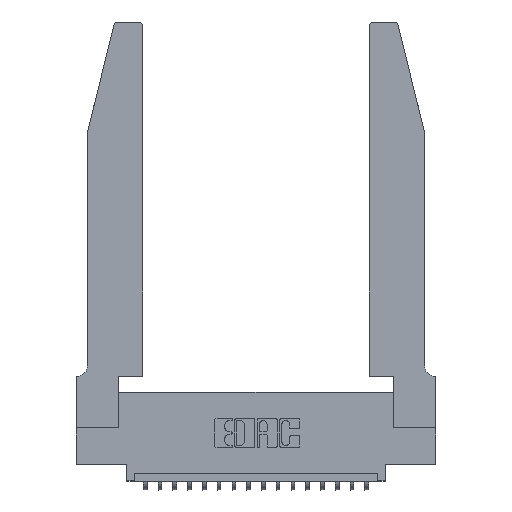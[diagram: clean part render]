
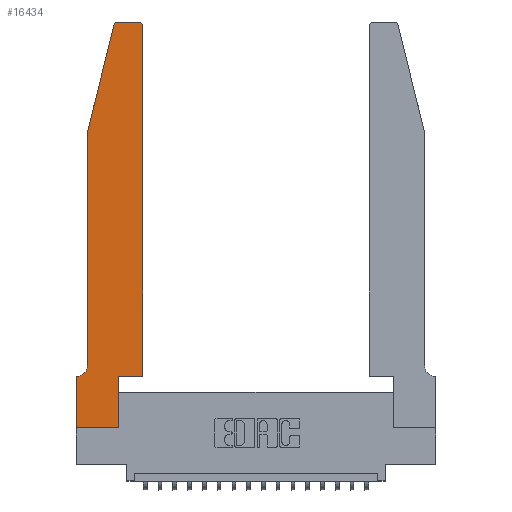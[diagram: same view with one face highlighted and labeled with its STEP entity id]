
A CAD part, top view. The second image highlights one B-rep face of the part: STEP entity #16434.
In plain terms, the highlighted planar face has unit normal (0, 0, 1).
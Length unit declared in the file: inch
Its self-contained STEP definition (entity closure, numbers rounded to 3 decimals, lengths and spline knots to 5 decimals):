
#44 = DIRECTION ( 'NONE',  ( 1., 0., 0. ) ) ;
#125 = CARTESIAN_POINT ( 'NONE',  ( 0., 0.35, 0.37 ) ) ;
#344 = LINE ( 'NONE', #19362, #15714 ) ;
#599 = CARTESIAN_POINT ( 'NONE',  ( 0.0755, 0.42, 0.37 ) ) ;
#720 = CIRCLE ( 'NONE', #8983, 0.03 ) ;
#1120 = VECTOR ( 'NONE', #5724, 39.37008 ) ;
#1302 = DIRECTION ( 'NONE',  ( -1., 0., 0. ) ) ;
#1620 = EDGE_CURVE ( 'NONE', #5543, #3144, #720, .T. ) ;
#1714 = VERTEX_POINT ( 'NONE', #17323 ) ;
#1875 = FACE_OUTER_BOUND ( 'NONE', #4516, .T. ) ;
#1909 = CARTESIAN_POINT ( 'NONE',  ( 0.4505, 0.35, 0.37 ) ) ;
#2171 = LINE ( 'NONE', #18706, #5851 ) ;
#2369 = CARTESIAN_POINT ( 'NONE',  ( 0.4505, 2.72, 0.37 ) ) ;
#2373 = DIRECTION ( 'NONE',  ( -0.239, -0.971, 0. ) ) ;
#2505 = LINE ( 'NONE', #9878, #15945 ) ;
#2557 = CARTESIAN_POINT ( 'NONE',  ( 0., 0.35, 0.37 ) ) ;
#3078 = DIRECTION ( 'NONE',  ( 0., 0., 1. ) ) ;
#3144 = VERTEX_POINT ( 'NONE', #15058 ) ;
#3165 = EDGE_CURVE ( 'NONE', #13468, #5790, #12831, .T. ) ;
#3469 = LINE ( 'NONE', #16676, #12641 ) ;
#4516 = EDGE_LOOP ( 'NONE', ( #11241, #9586, #14077, #16795, #19073, #17602, #16595, #20357, #16837, #15546, #18072, #5595 ) ) ;
#4673 = DIRECTION ( 'NONE',  ( 1., 0., 0. ) ) ;
#4683 = EDGE_CURVE ( 'NONE', #18759, #5543, #11753, .T. ) ;
#5153 = CARTESIAN_POINT ( 'NONE',  ( 0.0755, 0.35, 0.37 ) ) ;
#5394 = EDGE_CURVE ( 'NONE', #15681, #11123, #344, .T. ) ;
#5543 = VERTEX_POINT ( 'NONE', #2369 ) ;
#5595 = ORIENTED_EDGE ( 'NONE', *, *, #1620, .T. ) ;
#5724 = DIRECTION ( 'NONE',  ( 1., 0., 0. ) ) ;
#5790 = VERTEX_POINT ( 'NONE', #13620 ) ;
#5851 = VECTOR ( 'NONE', #1302, 39.37008 ) ;
#7909 = CARTESIAN_POINT ( 'NONE',  ( 0.284, 2.72, 0.37 ) ) ;
#8015 = CARTESIAN_POINT ( 'NONE',  ( 0.0055, 0.35, 0.37 ) ) ;
#8346 = CIRCLE ( 'NONE', #12327, 0.07 ) ;
#8421 = CARTESIAN_POINT ( 'NONE',  ( 0.0055, 0.42, 0.37 ) ) ;
#8434 = CARTESIAN_POINT ( 'NONE',  ( 0.2865, 0., 0.37 ) ) ;
#8443 = VECTOR ( 'NONE', #10787, 39.37008 ) ;
#8776 = EDGE_CURVE ( 'NONE', #3144, #1714, #2171, .T. ) ;
#8842 = CARTESIAN_POINT ( 'NONE',  ( 0.4505, 0.35, 0.37 ) ) ;
#8983 = AXIS2_PLACEMENT_3D ( 'NONE', #9299, #3078, #4673 ) ;
#9299 = CARTESIAN_POINT ( 'NONE',  ( 0.4205, 2.72, 0.37 ) ) ;
#9546 = LINE ( 'NONE', #8842, #1120 ) ;
#9586 = ORIENTED_EDGE ( 'NONE', *, *, #19034, .T. ) ;
#9716 = DIRECTION ( 'NONE',  ( -1., 0., 0. ) ) ;
#9773 = EDGE_CURVE ( 'NONE', #15658, #18759, #9546, .T. ) ;
#9878 = CARTESIAN_POINT ( 'NONE',  ( 0.2865, 0.35, 0.37 ) ) ;
#10421 = LINE ( 'NONE', #14048, #8443 ) ;
#10787 = DIRECTION ( 'NONE',  ( 0., -1., 0. ) ) ;
#11123 = VERTEX_POINT ( 'NONE', #17448 ) ;
#11198 = DIRECTION ( 'NONE',  ( 1., 0., 0. ) ) ;
#11241 = ORIENTED_EDGE ( 'NONE', *, *, #8776, .T. ) ;
#11240 = AXIS2_PLACEMENT_3D ( 'NONE', #125, #14303, #11198 ) ;
#11279 = AXIS2_PLACEMENT_3D ( 'NONE', #7909, #19016, #44 ) ;
#11608 = DIRECTION ( 'NONE',  ( 0., 0., -1. ) ) ;
#11753 = LINE ( 'NONE', #1909, #20438 ) ;
#11881 = EDGE_CURVE ( 'NONE', #12938, #15658, #2505, .T. ) ;
#11989 = CARTESIAN_POINT ( 'NONE',  ( 0.0755, 2., 0.37 ) ) ;
#12327 = AXIS2_PLACEMENT_3D ( 'NONE', #8421, #11608, #19718 ) ;
#12630 = EDGE_CURVE ( 'NONE', #5790, #18510, #10421, .T. ) ;
#12641 = VECTOR ( 'NONE', #15199, 39.37008 ) ;
#12746 = VERTEX_POINT ( 'NONE', #8015 ) ;
#12831 = LINE ( 'NONE', #11989, #16575 ) ;
#12877 = VECTOR ( 'NONE', #9716, 39.37008 ) ;
#12938 = VERTEX_POINT ( 'NONE', #8434 ) ;
#13372 = DIRECTION ( 'NONE',  ( 0., 1., 0. ) ) ;
#13448 = EDGE_CURVE ( 'NONE', #12746, #15681, #19611, .T. ) ;
#13468 = VERTEX_POINT ( 'NONE', #16067 ) ;
#13620 = CARTESIAN_POINT ( 'NONE',  ( 0.0755, 2., 0.37 ) ) ;
#13664 = EDGE_CURVE ( 'NONE', #11123, #12938, #3469, .T. ) ;
#14048 = CARTESIAN_POINT ( 'NONE',  ( 0.0755, 2., 0.37 ) ) ;
#14077 = ORIENTED_EDGE ( 'NONE', *, *, #3165, .T. ) ;
#14303 = DIRECTION ( 'NONE',  ( 0., 0., 1. ) ) ;
#14620 = DIRECTION ( 'NONE',  ( 0., 1., 0. ) ) ;
#14637 = DIRECTION ( 'NONE',  ( 0., -1., 0. ) ) ;
#15058 = CARTESIAN_POINT ( 'NONE',  ( 0.4205, 2.75, 0.37 ) ) ;
#15199 = DIRECTION ( 'NONE',  ( 1., 0., 0. ) ) ;
#15546 = ORIENTED_EDGE ( 'NONE', *, *, #9773, .T. ) ;
#15658 = VERTEX_POINT ( 'NONE', #19765 ) ;
#15681 = VERTEX_POINT ( 'NONE', #2557 ) ;
#15714 = VECTOR ( 'NONE', #14637, 39.37008 ) ;
#15945 = VECTOR ( 'NONE', #14620, 39.37008 ) ;
#16067 = CARTESIAN_POINT ( 'NONE',  ( 0.25487, 2.72718, 0.37 ) ) ;
#16434 = ADVANCED_FACE ( 'NONE', ( #1875 ), #18963, .T. ) ;
#16575 = VECTOR ( 'NONE', #2373, 39.37008 ) ;
#16595 = ORIENTED_EDGE ( 'NONE', *, *, #5394, .T. ) ;
#16676 = CARTESIAN_POINT ( 'NONE',  ( 0., 0., 0.37 ) ) ;
#16795 = ORIENTED_EDGE ( 'NONE', *, *, #12630, .T. ) ;
#16837 = ORIENTED_EDGE ( 'NONE', *, *, #11881, .T. ) ;
#17323 = CARTESIAN_POINT ( 'NONE',  ( 0.284, 2.75, 0.37 ) ) ;
#17448 = CARTESIAN_POINT ( 'NONE',  ( 0., 0., 0.37 ) ) ;
#17602 = ORIENTED_EDGE ( 'NONE', *, *, #13448, .T. ) ;
#18072 = ORIENTED_EDGE ( 'NONE', *, *, #4683, .T. ) ;
#18510 = VERTEX_POINT ( 'NONE', #599 ) ;
#18578 = EDGE_CURVE ( 'NONE', #18510, #12746, #8346, .T. ) ;
#18608 = CARTESIAN_POINT ( 'NONE',  ( 0.4505, 0.35, 0.37 ) ) ;
#18706 = CARTESIAN_POINT ( 'NONE',  ( 0.2605, 2.75, 0.37 ) ) ;
#18759 = VERTEX_POINT ( 'NONE', #18608 ) ;
#18963 = PLANE ( 'NONE',  #11240 ) ;
#19004 = CIRCLE ( 'NONE', #11279, 0.03 ) ;
#19016 = DIRECTION ( 'NONE',  ( 0., 0., 1. ) ) ;
#19034 = EDGE_CURVE ( 'NONE', #1714, #13468, #19004, .T. ) ;
#19073 = ORIENTED_EDGE ( 'NONE', *, *, #18578, .T. ) ;
#19362 = CARTESIAN_POINT ( 'NONE',  ( 0., 0., 0.37 ) ) ;
#19611 = LINE ( 'NONE', #5153, #12877 ) ;
#19718 = DIRECTION ( 'NONE',  ( -1., 0., 0. ) ) ;
#19765 = CARTESIAN_POINT ( 'NONE',  ( 0.2865, 0.35, 0.37 ) ) ;
#20357 = ORIENTED_EDGE ( 'NONE', *, *, #13664, .T. ) ;
#20438 = VECTOR ( 'NONE', #13372, 39.37008 ) ;
